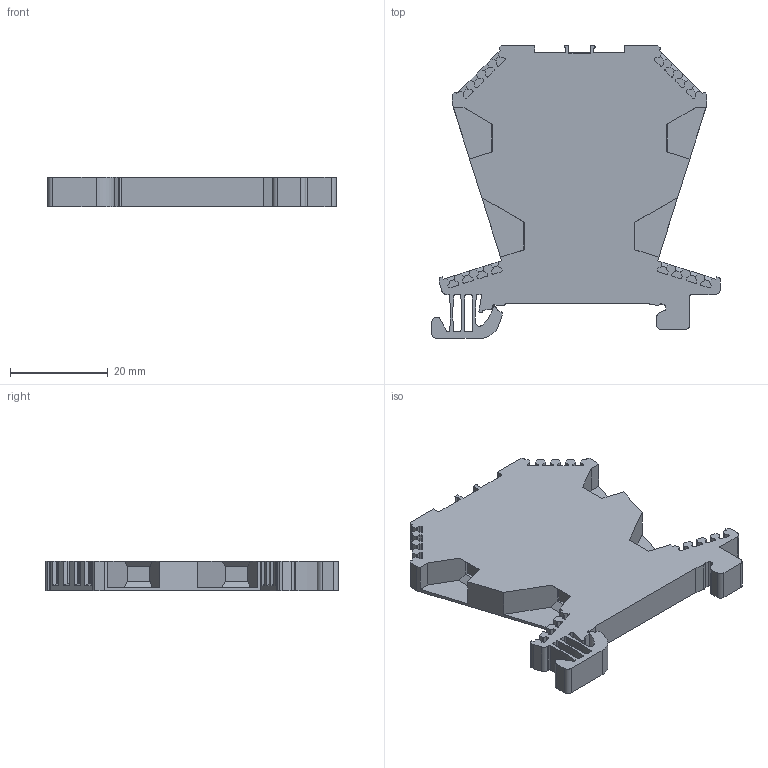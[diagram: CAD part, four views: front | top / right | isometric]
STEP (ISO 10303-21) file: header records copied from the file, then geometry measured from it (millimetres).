
FILE_DESCRIPTION(/* description */ (''),/* implementation_level */ '2;1');
FILE_NAME(/* name */ '17048_RKDG4_SV_iso.stp',/* time_stamp */ '2011-08-08T10:55:28+02:00',/* author */ (''),/* organization */ (''),/* preprocessor_version */ 'ST-DEVELOPER v11',/* originating_system */ 'SIEMENS UGS NX 6.0',/* authorisation */ '');
FILE_SCHEMA (('CONFIG_CONTROL_DESIGN'));
Length unit declared in the file: millimetre
Products named in the file (1): 17048_RKDG4_SV_iso
Bounding box: 58.9 x 59.8 x 6.1 mm (x, y, z)
Volume: 12192.3 mm3; surface area: 7733.9 mm2
Topology: 1 solids, 1 shells, 392 faces, 1108 edges, 722 vertices
Faces by surface type: plane 291, cylinder 97, torus 4
Full cylindrical faces by diameter (mm): 4.2 x4, 4.4 x4
Entity records: 12606 total; most frequent: CARTESIAN_POINT 2217, ORIENTED_EDGE 2196, DIRECTION 2078, EDGE_CURVE 1098, LINE 904, VECTOR 904, VERTEX_POINT 726, AXIS2_PLACEMENT_3D 587
